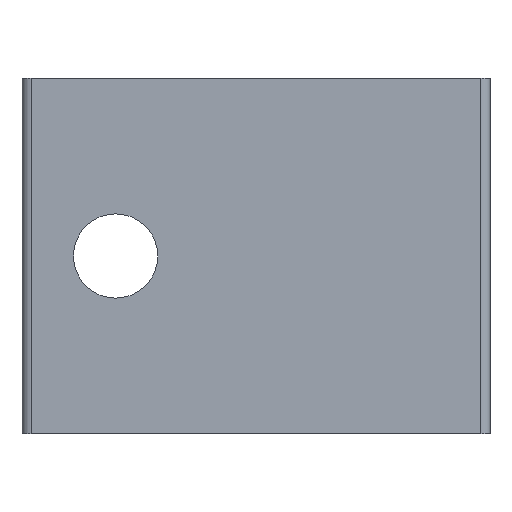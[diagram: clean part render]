
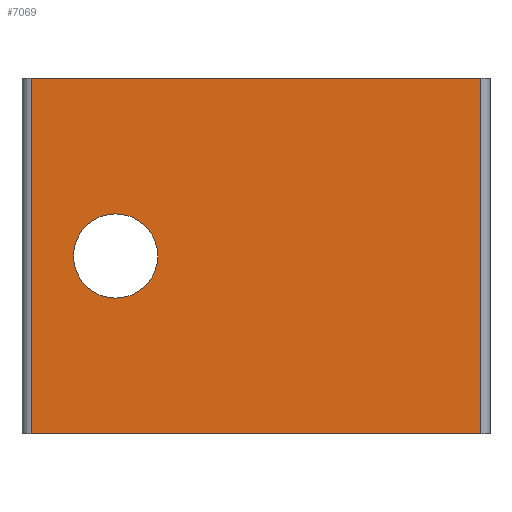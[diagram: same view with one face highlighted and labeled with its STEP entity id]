
A CAD part, front view. The second image highlights one B-rep face of the part: STEP entity #7069.
In plain terms, the highlighted planar face has unit normal (0, -1, 0).
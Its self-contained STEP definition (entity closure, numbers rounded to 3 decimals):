
#47 = VECTOR ( 'NONE', #5953, 1000. ) ;
#334 = CARTESIAN_POINT ( 'NONE',  ( 10416.175, 3052.116, -18. ) ) ;
#354 = EDGE_CURVE ( 'NONE', #2158, #6652, #5901, .T. ) ;
#357 = CARTESIAN_POINT ( 'NONE',  ( 10417.175, 3052.116, 20. ) ) ;
#430 = EDGE_CURVE ( 'NONE', #3698, #1949, #2572, .T. ) ;
#509 = DIRECTION ( 'NONE',  ( 0., 0., 1. ) ) ;
#534 = DIRECTION ( 'NONE',  ( 0., 1., 0. ) ) ;
#559 = CARTESIAN_POINT ( 'NONE',  ( 10426.175, 3052.116, 1. ) ) ;
#733 = ORIENTED_EDGE ( 'NONE', *, *, #354, .T. ) ;
#761 = EDGE_CURVE ( 'NONE', #1334, #7057, #6431, .T. ) ;
#964 = EDGE_CURVE ( 'NONE', #6652, #2158, #2622, .T. ) ;
#1051 = VECTOR ( 'NONE', #2025, 1000. ) ;
#1127 = CARTESIAN_POINT ( 'NONE',  ( 10417.175, 3052.116, 10. ) ) ;
#1334 = VERTEX_POINT ( 'NONE', #3759 ) ;
#1364 = LINE ( 'NONE', #334, #47 ) ;
#1949 = VERTEX_POINT ( 'NONE', #7195 ) ;
#2025 = DIRECTION ( 'NONE',  ( 0., 0., -1. ) ) ;
#2123 = VECTOR ( 'NONE', #2332, 1000. ) ;
#2158 = VERTEX_POINT ( 'NONE', #5689 ) ;
#2332 = DIRECTION ( 'NONE',  ( 0., 0., 1. ) ) ;
#2572 = LINE ( 'NONE', #1127, #1051 ) ;
#2622 = CIRCLE ( 'NONE', #3835, 4.5 ) ;
#2723 = CARTESIAN_POINT ( 'NONE',  ( 10426.175, 3052.116, 1. ) ) ;
#2820 = DIRECTION ( 'NONE',  ( 0., 1., 0. ) ) ;
#2866 = DIRECTION ( 'NONE',  ( 0., 0., 1. ) ) ;
#2946 = ORIENTED_EDGE ( 'NONE', *, *, #4786, .F. ) ;
#3101 = CARTESIAN_POINT ( 'NONE',  ( 10426.175, 3052.116, 5.5 ) ) ;
#3200 = DIRECTION ( 'NONE',  ( 0., 1., 0. ) ) ;
#3678 = EDGE_CURVE ( 'NONE', #1949, #1334, #1364, .T. ) ;
#3698 = VERTEX_POINT ( 'NONE', #357 ) ;
#3759 = CARTESIAN_POINT ( 'NONE',  ( 10465.175, 3052.116, -18. ) ) ;
#3815 = EDGE_LOOP ( 'NONE', ( #6558, #5412, #7083, #2946 ) ) ;
#3835 = AXIS2_PLACEMENT_3D ( 'NONE', #559, #534, #509 ) ;
#3851 = FACE_OUTER_BOUND ( 'NONE', #3815, .T. ) ;
#4437 = CARTESIAN_POINT ( 'NONE',  ( 10465.175, 3052.116, 10. ) ) ;
#4617 = VECTOR ( 'NONE', #6640, 1000. ) ;
#4713 = ORIENTED_EDGE ( 'NONE', *, *, #964, .T. ) ;
#4785 = LINE ( 'NONE', #5497, #4617 ) ;
#4786 = EDGE_CURVE ( 'NONE', #3698, #7057, #4785, .T. ) ;
#5258 = AXIS2_PLACEMENT_3D ( 'NONE', #2723, #2820, #2866 ) ;
#5316 = EDGE_LOOP ( 'NONE', ( #733, #4713 ) ) ;
#5412 = ORIENTED_EDGE ( 'NONE', *, *, #3678, .T. ) ;
#5426 = CARTESIAN_POINT ( 'NONE',  ( 10465.175, 3052.116, 20. ) ) ;
#5451 = PLANE ( 'NONE',  #7252 ) ;
#5497 = CARTESIAN_POINT ( 'NONE',  ( 10416.175, 3052.116, 20. ) ) ;
#5689 = CARTESIAN_POINT ( 'NONE',  ( 10426.175, 3052.116, -3.5 ) ) ;
#5901 = CIRCLE ( 'NONE', #5258, 4.5 ) ;
#5953 = DIRECTION ( 'NONE',  ( 1., 0., 0. ) ) ;
#6431 = LINE ( 'NONE', #4437, #2123 ) ;
#6558 = ORIENTED_EDGE ( 'NONE', *, *, #430, .T. ) ;
#6588 = CARTESIAN_POINT ( 'NONE',  ( 10416.175, 3052.116, 10. ) ) ;
#6640 = DIRECTION ( 'NONE',  ( 1., 0., 0. ) ) ;
#6652 = VERTEX_POINT ( 'NONE', #3101 ) ;
#6853 = FACE_BOUND ( 'NONE', #5316, .T. ) ;
#7057 = VERTEX_POINT ( 'NONE', #5426 ) ;
#7069 = ADVANCED_FACE ( 'NONE', ( #6853, #3851 ), #5451, .F. ) ;
#7083 = ORIENTED_EDGE ( 'NONE', *, *, #761, .T. ) ;
#7145 = DIRECTION ( 'NONE',  ( 0., 0., 1. ) ) ;
#7195 = CARTESIAN_POINT ( 'NONE',  ( 10417.175, 3052.116, -18. ) ) ;
#7252 = AXIS2_PLACEMENT_3D ( 'NONE', #6588, #3200, #7145 ) ;
